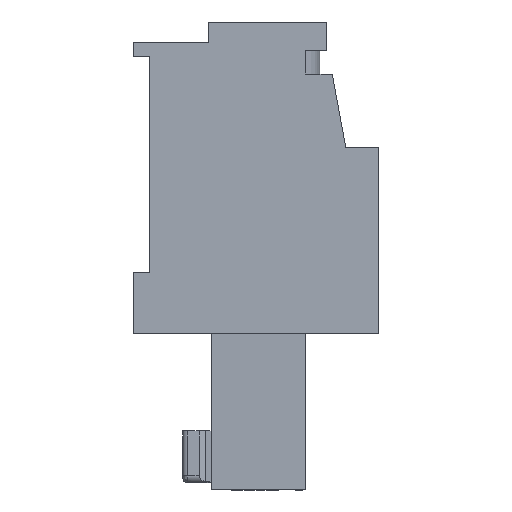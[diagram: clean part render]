
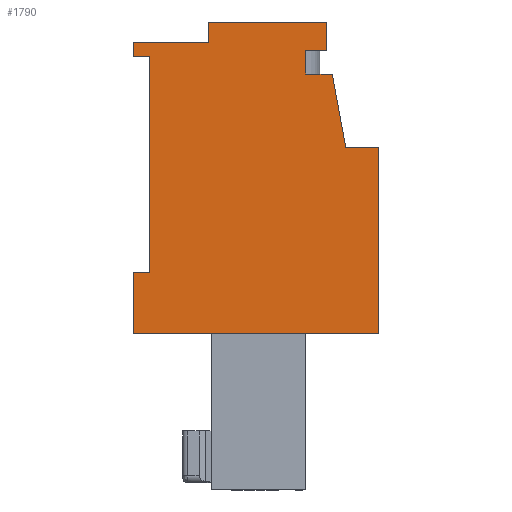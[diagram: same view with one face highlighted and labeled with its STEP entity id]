
A CAD part, front view. The second image highlights one B-rep face of the part: STEP entity #1790.
In plain terms, the highlighted planar face has unit normal (0, -1, 0).
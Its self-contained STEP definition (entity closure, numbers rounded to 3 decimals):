
#1790 = ADVANCED_FACE( '', ( #3689 ), #3690, .F. );
#3689 = FACE_OUTER_BOUND( '', #6114, .T. );
#3690 = PLANE( '', #6115 );
#6114 = EDGE_LOOP( '', ( #11107, #11108, #11109, #11110, #11111, #11112, #11113, #11114, #11115, #11116, #11117, #11118, #11119, #11120, #11121, #11122 ) );
#6115 = AXIS2_PLACEMENT_3D( '', #11123, #11124, #11125 );
#11107 = ORIENTED_EDGE( '', *, *, #12109, .F. );
#11108 = ORIENTED_EDGE( '', *, *, #11952, .T. );
#11109 = ORIENTED_EDGE( '', *, *, #12970, .T. );
#11110 = ORIENTED_EDGE( '', *, *, #12456, .T. );
#11111 = ORIENTED_EDGE( '', *, *, #11448, .F. );
#11112 = ORIENTED_EDGE( '', *, *, #12208, .T. );
#11113 = ORIENTED_EDGE( '', *, *, #13014, .T. );
#11114 = ORIENTED_EDGE( '', *, *, #11863, .F. );
#11115 = ORIENTED_EDGE( '', *, *, #12429, .T. );
#11116 = ORIENTED_EDGE( '', *, *, #11557, .T. );
#11117 = ORIENTED_EDGE( '', *, *, #13111, .F. );
#11118 = ORIENTED_EDGE( '', *, *, #13019, .T. );
#11119 = ORIENTED_EDGE( '', *, *, #13002, .T. );
#11120 = ORIENTED_EDGE( '', *, *, #11425, .F. );
#11121 = ORIENTED_EDGE( '', *, *, #13076, .T. );
#11122 = ORIENTED_EDGE( '', *, *, #12967, .T. );
#11123 = CARTESIAN_POINT( '', ( 2.2, 0.46, -6.9 ) );
#11124 = DIRECTION( '', ( 0., 1., 0. ) );
#11125 = DIRECTION( '', ( -1., 0., 0. ) );
#11425 = EDGE_CURVE( '', #13572, #13567, #13574, .T. );
#11448 = EDGE_CURVE( '', #13613, #13609, #13615, .T. );
#11557 = EDGE_CURVE( '', #13815, #13816, #13817, .T. );
#11863 = EDGE_CURVE( '', #14302, #14298, #14304, .T. );
#11952 = EDGE_CURVE( '', #14439, #14443, #14445, .T. );
#12109 = EDGE_CURVE( '', #14439, #14677, #14680, .T. );
#12208 = EDGE_CURVE( '', #13613, #14825, #14827, .T. );
#12429 = EDGE_CURVE( '', #14302, #13815, #15146, .T. );
#12456 = EDGE_CURVE( '', #15178, #13609, #15182, .T. );
#12967 = EDGE_CURVE( '', #15801, #14677, #15803, .T. );
#12970 = EDGE_CURVE( '', #14443, #15178, #15806, .T. );
#13002 = EDGE_CURVE( '', #15841, #13567, #15843, .T. );
#13014 = EDGE_CURVE( '', #14825, #14298, #15855, .T. );
#13019 = EDGE_CURVE( '', #15859, #15841, #15861, .T. );
#13076 = EDGE_CURVE( '', #13572, #15801, #15922, .T. );
#13111 = EDGE_CURVE( '', #15859, #13816, #15957, .T. );
#13567 = VERTEX_POINT( '', #16558 );
#13572 = VERTEX_POINT( '', #16565 );
#13574 = LINE( '', #16568, #16569 );
#13609 = VERTEX_POINT( '', #16615 );
#13613 = VERTEX_POINT( '', #16621 );
#13615 = LINE( '', #16624, #16625 );
#13815 = VERTEX_POINT( '', #16906 );
#13816 = VERTEX_POINT( '', #16907 );
#13817 = LINE( '', #16908, #16909 );
#14298 = VERTEX_POINT( '', #17570 );
#14302 = VERTEX_POINT( '', #17576 );
#14304 = LINE( '', #17579, #17580 );
#14439 = VERTEX_POINT( '', #17768 );
#14443 = VERTEX_POINT( '', #17774 );
#14445 = LINE( '', #17777, #17778 );
#14677 = VERTEX_POINT( '', #18093 );
#14680 = LINE( '', #18098, #18099 );
#14825 = VERTEX_POINT( '', #18298 );
#14827 = LINE( '', #18301, #18302 );
#15146 = LINE( '', #18747, #18748 );
#15178 = VERTEX_POINT( '', #18790 );
#15182 = LINE( '', #18796, #18797 );
#15801 = VERTEX_POINT( '', #19643 );
#15803 = LINE( '', #19646, #19647 );
#15806 = LINE( '', #19650, #19651 );
#15841 = VERTEX_POINT( '', #19696 );
#15843 = LINE( '', #19699, #19700 );
#15855 = LINE( '', #19715, #19716 );
#15859 = VERTEX_POINT( '', #19720 );
#15861 = LINE( '', #19723, #19724 );
#15922 = LINE( '', #19799, #19800 );
#15957 = LINE( '', #19842, #19843 );
#16558 = CARTESIAN_POINT( '', ( -5., 0.46, 0. ) );
#16565 = CARTESIAN_POINT( '', ( -5., 0.46, -0.85 ) );
#16568 = CARTESIAN_POINT( '', ( -5., 0.46, 0. ) );
#16569 = VECTOR( '', #20177, 1000. );
#16615 = CARTESIAN_POINT( '', ( -8.2, 0.46, -13.2 ) );
#16621 = CARTESIAN_POINT( '', ( 2.2, 0.46, -13.2 ) );
#16624 = CARTESIAN_POINT( '', ( -6.8, 0.46, -13.2 ) );
#16625 = VECTOR( '', #20204, 1000. );
#16906 = CARTESIAN_POINT( '', ( -0.9, 0.46, -2.2 ) );
#16907 = CARTESIAN_POINT( '', ( -0.9, 0.46, -1.2 ) );
#16908 = CARTESIAN_POINT( '', ( -0.9, 0.46, -0.8 ) );
#16909 = VECTOR( '', #20340, 1000. );
#17570 = CARTESIAN_POINT( '', ( 0.798, 0.46, -5.3 ) );
#17576 = CARTESIAN_POINT( '', ( 0.229, 0.46, -2.2 ) );
#17579 = CARTESIAN_POINT( '', ( 0.1, 0.46, -1.5 ) );
#17580 = VECTOR( '', #20686, 1000. );
#17768 = CARTESIAN_POINT( '', ( -7.5, 0.46, -1.45 ) );
#17774 = CARTESIAN_POINT( '', ( -7.5, 0.46, -10.6 ) );
#17777 = CARTESIAN_POINT( '', ( -7.5, 0.46, -6.9 ) );
#17778 = VECTOR( '', #20779, 1000. );
#18093 = CARTESIAN_POINT( '', ( -8.2, 0.46, -1.45 ) );
#18098 = CARTESIAN_POINT( '', ( -8.2, 0.46, -1.45 ) );
#18099 = VECTOR( '', #20958, 1000. );
#18298 = CARTESIAN_POINT( '', ( 2.2, 0.46, -5.3 ) );
#18301 = CARTESIAN_POINT( '', ( 2.2, 0.46, 0.1 ) );
#18302 = VECTOR( '', #21071, 1000. );
#18747 = CARTESIAN_POINT( '', ( 2.2, 0.46, -2.2 ) );
#18748 = VECTOR( '', #21327, 1000. );
#18790 = CARTESIAN_POINT( '', ( -8.2, 0.46, -10.6 ) );
#18796 = CARTESIAN_POINT( '', ( -8.2, 0.46, -13.2 ) );
#18797 = VECTOR( '', #21355, 1000. );
#19643 = CARTESIAN_POINT( '', ( -8.2, 0.46, -0.85 ) );
#19646 = CARTESIAN_POINT( '', ( -8.2, 0.46, 0. ) );
#19647 = VECTOR( '', #21809, 1000. );
#19650 = CARTESIAN_POINT( '', ( -6.8, 0.46, -10.6 ) );
#19651 = VECTOR( '', #21810, 1000. );
#19696 = CARTESIAN_POINT( '', ( 0., 0.46, 0. ) );
#19699 = CARTESIAN_POINT( '', ( -8.2, 0.46, 0. ) );
#19700 = VECTOR( '', #21834, 1000. );
#19715 = CARTESIAN_POINT( '', ( 2.2, 0.46, -5.3 ) );
#19716 = VECTOR( '', #21838, 1000. );
#19720 = CARTESIAN_POINT( '', ( 0., 0.46, -1.2 ) );
#19723 = CARTESIAN_POINT( '', ( 0., 0.46, 0.9 ) );
#19724 = VECTOR( '', #21840, 1000. );
#19799 = CARTESIAN_POINT( '', ( -8.2, 0.46, -0.85 ) );
#19800 = VECTOR( '', #21870, 1000. );
#19842 = CARTESIAN_POINT( '', ( 1., 0.46, -1.2 ) );
#19843 = VECTOR( '', #21887, 1000. );
#20177 = DIRECTION( '', ( 0., 0., 1. ) );
#20204 = DIRECTION( '', ( -1., 0., 0. ) );
#20340 = DIRECTION( '', ( 0., 0., 1. ) );
#20686 = DIRECTION( '', ( 0.181, 0., -0.984 ) );
#20779 = DIRECTION( '', ( 0., 0., -1. ) );
#20958 = DIRECTION( '', ( -1., 0., 0. ) );
#21071 = DIRECTION( '', ( 0., 0., 1. ) );
#21327 = DIRECTION( '', ( -1., 0., 0. ) );
#21355 = DIRECTION( '', ( 0., 0., -1. ) );
#21809 = DIRECTION( '', ( 0., 0., -1. ) );
#21810 = DIRECTION( '', ( -1., 0., 0. ) );
#21834 = DIRECTION( '', ( -1., 0., 0. ) );
#21838 = DIRECTION( '', ( -1., 0., 0. ) );
#21840 = DIRECTION( '', ( 0., 0., 1. ) );
#21870 = DIRECTION( '', ( -1., 0., 0. ) );
#21887 = DIRECTION( '', ( -1., 0., 0. ) );
